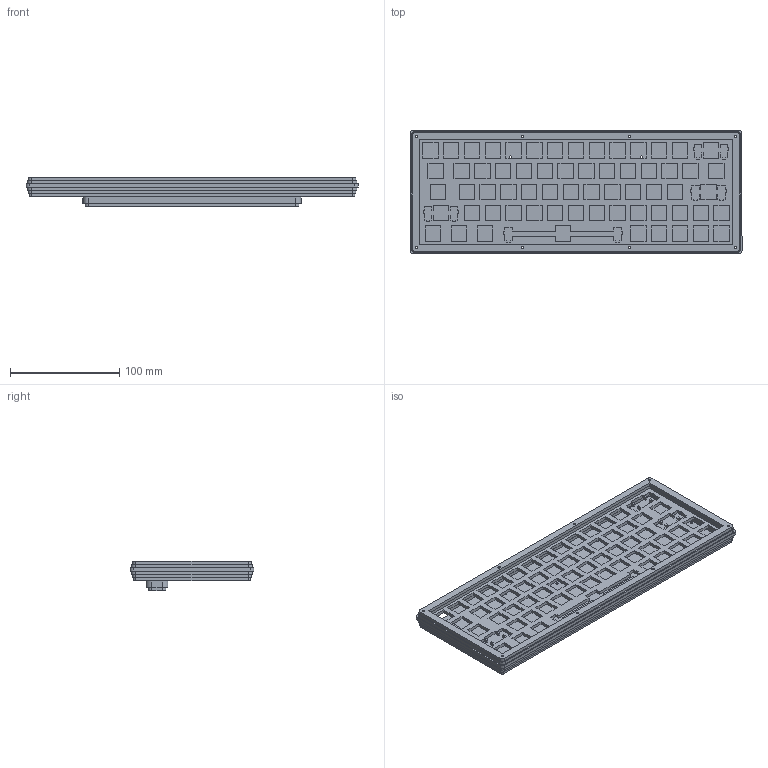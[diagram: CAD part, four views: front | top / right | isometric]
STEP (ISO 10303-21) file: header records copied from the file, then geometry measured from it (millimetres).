
FILE_DESCRIPTION(/* description */ (''),/* implementation_level */ '2;1');
FILE_NAME(/* name */ 'assembly.step',/* time_stamp */ '2021-12-16T00:25:28-08:00',/* author */ (''),/* organization */ (''),/* preprocessor_version */ 'ST-DEVELOPER v18.1',/* originating_system */ 'Autodesk Translation Framework v10.10.0.1391',/* authorisation */ '');
FILE_SCHEMA (('AUTOMOTIVE_DESIGN { 1 0 10303 214 3 1 1 }'));
Length unit declared in the file: millimetre
Products named in the file (9): assembly; top_plate; top_support_plate; switch_plate; switch_support_plate; bottom_support_plate; bottom_plate; top_bar_sandwich; top_bar
Assembly tree (8 placements, depth 2):
  assembly
    top_plate
    top_support_plate
    switch_plate
    switch_support_plate
    bottom_support_plate
    bottom_plate
    top_bar_sandwich
    top_bar
Bounding box: 304.15 x 113.25 x 27 mm (x, y, z)
Volume: 256375.1 mm3; surface area: 204042.6 mm2
Topology: 8 solids, 8 shells, 571 faces, 1665 edges, 1110 vertices
Faces by surface type: plane 466, cylinder 105
Full cylindrical faces by diameter (mm): 2.2 x61
Entity records: 19452 total; most frequent: CARTESIAN_POINT 3363, ORIENTED_EDGE 3330, DIRECTION 3051, EDGE_CURVE 1665, LINE 1455, VECTOR 1455, VERTEX_POINT 1110, EDGE_LOOP 825
